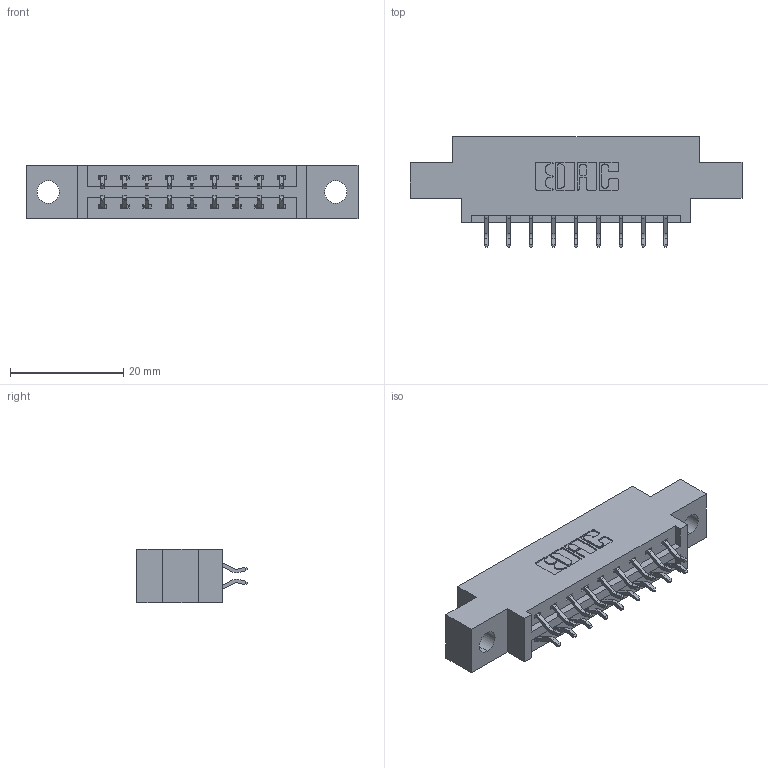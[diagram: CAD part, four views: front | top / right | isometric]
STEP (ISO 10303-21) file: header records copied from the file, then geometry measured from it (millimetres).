
FILE_DESCRIPTION (( 'STEP AP203' ), '1' );
FILE_NAME ('387-018-556-804.STEP', '2019-10-16T01:56:34', ( '' ), ( '' ), 'SwSTEP 2.0', 'SolidWorks 2016', '' );
FILE_SCHEMA (( 'CONFIG_CONTROL_DESIGN' ));
Length unit declared in the file: inch
Products named in the file (3): 345-292-001_556 Tail; 337 Part_0.170 Offset - 0.156 Dia-TH; 387-018-556-804
Assembly tree (19 placements, depth 2):
  387-018-556-804
    337 Part_0.170 Offset - 0.156 Dia-TH
    345-292-001_556 Tail  x18
Bounding box: 58.67 x 19.57 x 9.4 mm (x, y, z)
Volume: 5538.2 mm3; surface area: 5826.6 mm2
Topology: 19 solids, 19 shells, 1198 faces, 3545 edges, 2338 vertices
Faces by surface type: plane 830, cylinder 368
Entity records: 11601 total; most frequent: CARTESIAN_POINT 1998, ORIENTED_EDGE 1922, DIRECTION 1749, EDGE_CURVE 961, VECTOR 825, LINE 825, VERTEX_POINT 638, AXIS2_PLACEMENT_3D 462
